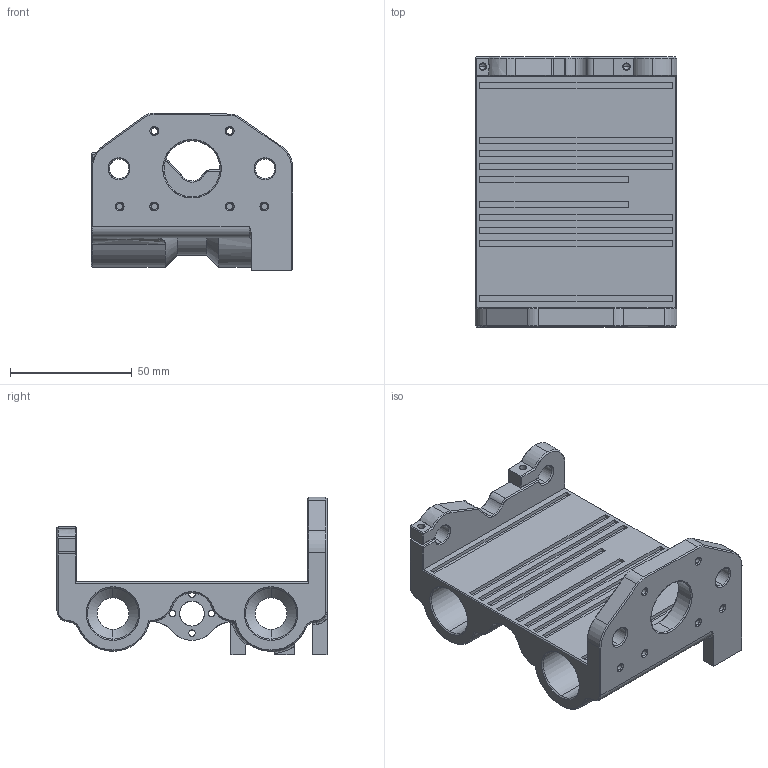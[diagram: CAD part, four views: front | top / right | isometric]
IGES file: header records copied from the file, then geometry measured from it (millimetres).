
Start section: SolidWorks IGES file using analytic representation for surfaces
Global section: file name: Z-Axis UpperRodHolder.IGS; native system: SolidWorks 2015; preprocessor: SolidWorks 2015; author: McNugget; date: 171211.193550; units: millimetre
Bounding box: 83 x 111 x 64.91 mm (x, y, z)
Surface area: 50757.9 mm2 (no closed solid volume)
Topology: 0 solids, 0 shells, 391 faces, 3973 edges, 3968 vertices
Faces by surface type: revolution 241, bspline 150
